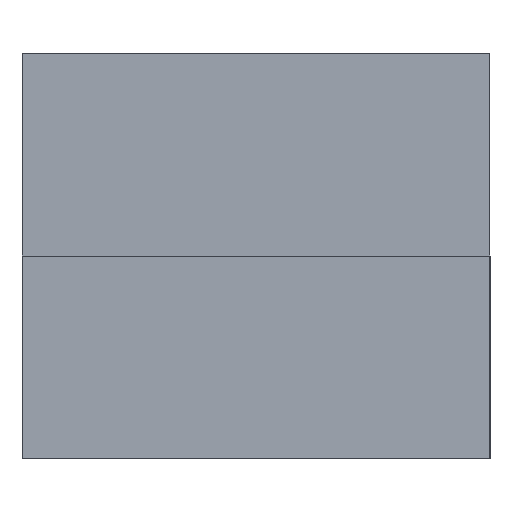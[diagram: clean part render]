
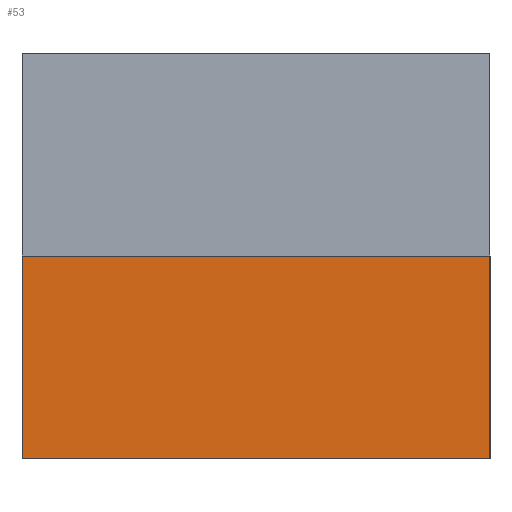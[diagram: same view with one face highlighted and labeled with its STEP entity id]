
A CAD part, left-side view. The second image highlights one B-rep face of the part: STEP entity #53.
In plain terms, the highlighted planar face has unit normal (-1, 0, 0).
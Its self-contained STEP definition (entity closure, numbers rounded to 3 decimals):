
#53 = ADVANCED_FACE( '', ( #99 ), #100, .F. );
#99 = FACE_OUTER_BOUND( '', #142, .T. );
#100 = PLANE( '', #143 );
#142 = EDGE_LOOP( '', ( #208, #209, #210, #211 ) );
#143 = AXIS2_PLACEMENT_3D( '', #212, #213, #214 );
#208 = ORIENTED_EDGE( '', *, *, #275, .T. );
#209 = ORIENTED_EDGE( '', *, *, #254, .F. );
#210 = ORIENTED_EDGE( '', *, *, #263, .F. );
#211 = ORIENTED_EDGE( '', *, *, #276, .T. );
#212 = CARTESIAN_POINT( '', ( -22.5, 7.5, 6.5 ) );
#213 = DIRECTION( '', ( 1., 0., 0. ) );
#214 = DIRECTION( '', ( 0., 0., -1. ) );
#254 = EDGE_CURVE( '', #289, #291, #292, .T. );
#263 = EDGE_CURVE( '', #305, #289, #307, .T. );
#275 = EDGE_CURVE( '', #323, #291, #324, .T. );
#276 = EDGE_CURVE( '', #305, #323, #325, .T. );
#289 = VERTEX_POINT( '', #340 );
#291 = VERTEX_POINT( '', #343 );
#292 = LINE( '', #344, #345 );
#305 = VERTEX_POINT( '', #364 );
#307 = LINE( '', #367, #368 );
#323 = VERTEX_POINT( '', #391 );
#324 = LINE( '', #392, #393 );
#325 = LINE( '', #394, #395 );
#340 = CARTESIAN_POINT( '', ( -22.5, -7.5, 6.5 ) );
#343 = CARTESIAN_POINT( '', ( -22.5, -7.5, 0. ) );
#344 = CARTESIAN_POINT( '', ( -22.5, -7.5, 6.5 ) );
#345 = VECTOR( '', #411, 1000. );
#364 = CARTESIAN_POINT( '', ( -22.5, 7.5, 6.5 ) );
#367 = CARTESIAN_POINT( '', ( -22.5, 7.5, 6.5 ) );
#368 = VECTOR( '', #419, 1000. );
#391 = CARTESIAN_POINT( '', ( -22.5, 7.5, 0. ) );
#392 = CARTESIAN_POINT( '', ( -22.5, 7.5, 0. ) );
#393 = VECTOR( '', #427, 1000. );
#394 = CARTESIAN_POINT( '', ( -22.5, 7.5, 6.5 ) );
#395 = VECTOR( '', #428, 1000. );
#411 = DIRECTION( '', ( 0., 0., -1. ) );
#419 = DIRECTION( '', ( 0., -1., 0. ) );
#427 = DIRECTION( '', ( 0., -1., 0. ) );
#428 = DIRECTION( '', ( 0., 0., -1. ) );
